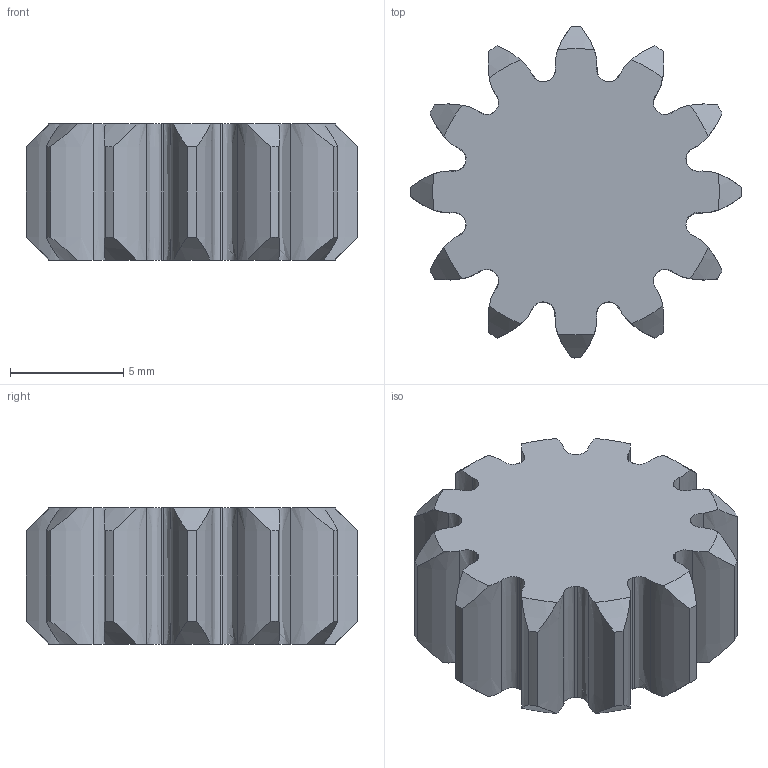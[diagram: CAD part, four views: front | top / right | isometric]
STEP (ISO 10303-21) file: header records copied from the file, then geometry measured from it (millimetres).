
FILE_DESCRIPTION(('STEP AP214'), '1');
FILE_NAME('ﾘ褥', '', ('UNSPECIFIED'), ('UNSPECIFIED'), 'C3D Converter', 'C3D Toolkit', '');
FILE_SCHEMA(('AUTOMOTIVE_DESIGN { 1 0 10303 214 3 1 1}'));
Length unit declared in the file: millimetre
Bounding box: 14.63 x 14.63 x 6 mm (x, y, z)
Volume: 715.5 mm3; surface area: 647.1 mm2
Topology: 1 solids, 1 shells, 98 faces, 288 edges, 192 vertices
Faces by surface type: extrusion 48, cylinder 24, cone 24, plane 2
Entity records: 6781 total; most frequent: CARTESIAN_POINT 3560, ORIENTED_EDGE 576, DIRECTION 366, EDGE_CURVE 288, B_SPLINE_CURVE_WITH_KNOTS 192, VERTEX_POINT 192, AXIS2_PLACEMENT_3D 123, VECTOR 120
